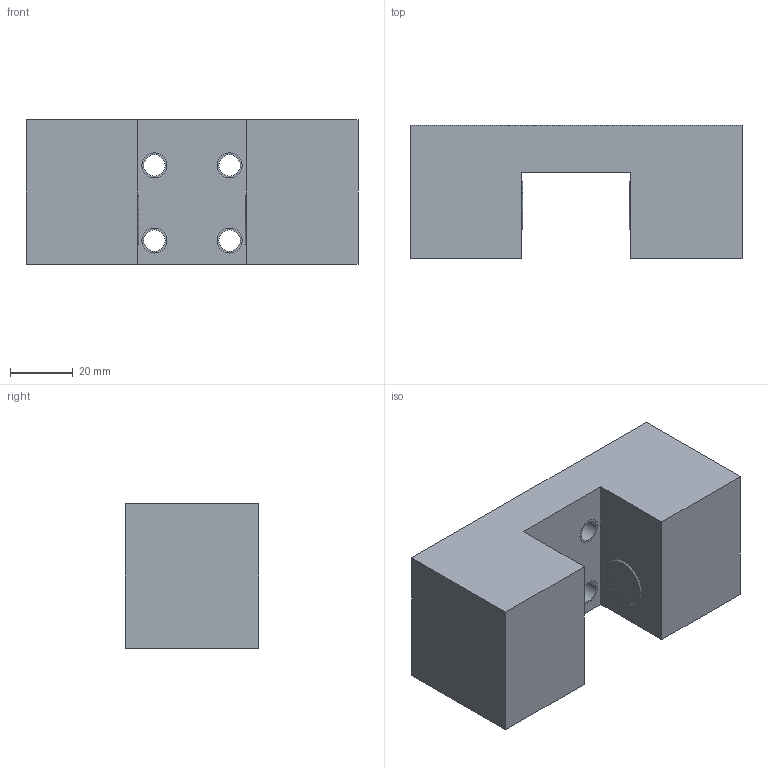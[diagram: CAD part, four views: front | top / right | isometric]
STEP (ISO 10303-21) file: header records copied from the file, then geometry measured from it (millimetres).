
FILE_DESCRIPTION((''),'2;1');
FILE_NAME('FRC35T02SE-DE01_SW0001','2017-06-07T',('pietro.a'),(''),'CREO PARAMETRIC BY PTC INC, 2016050','CREO PARAMETRIC BY PTC INC, 2016050','');
FILE_SCHEMA(('CONFIG_CONTROL_DESIGN'));
Length unit declared in the file: millimetre
Products named in the file (1): FRC35T02SE-DE01_SW0001
Bounding box: 106 x 42.5 x 46 mm (x, y, z)
Volume: 160927.8 mm3; surface area: 25759.5 mm2
Topology: 1 solids, 5 shells, 40 faces, 100 edges, 64 vertices
Faces by surface type: cylinder 16, plane 12, cone 8, torus 4
Entity records: 1263 total; most frequent: DIRECTION 234, CARTESIAN_POINT 205, ORIENTED_EDGE 184, EDGE_CURVE 100, AXIS2_PLACEMENT_3D 93, VERTEX_POINT 64, CIRCLE 52, EDGE_LOOP 50
